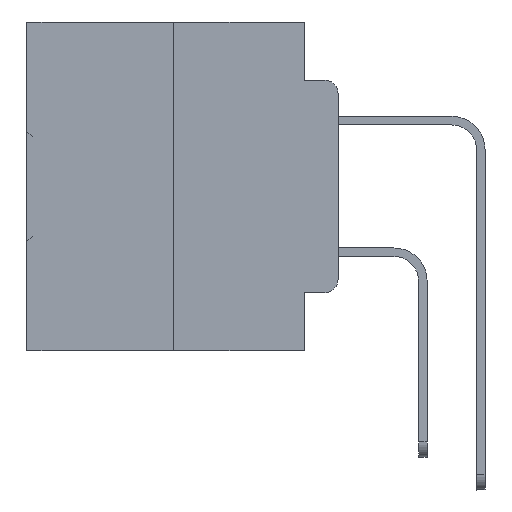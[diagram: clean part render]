
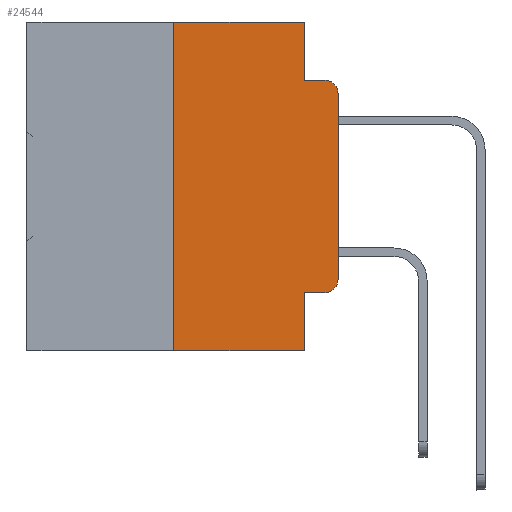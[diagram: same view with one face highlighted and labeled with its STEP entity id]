
A CAD part, left-side view. The second image highlights one B-rep face of the part: STEP entity #24544.
In plain terms, the highlighted planar face has unit normal (-1, 0, 0).
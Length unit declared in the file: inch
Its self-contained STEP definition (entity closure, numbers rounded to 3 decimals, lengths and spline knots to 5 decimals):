
#347 = VERTEX_POINT ( 'NONE', #15452 ) ;
#355 = EDGE_CURVE ( 'NONE', #1258, #34022, #21661, .T. ) ;
#588 = ORIENTED_EDGE ( 'NONE', *, *, #36563, .T. ) ;
#1258 = VERTEX_POINT ( 'NONE', #9672 ) ;
#1835 = LINE ( 'NONE', #27659, #32282 ) ;
#2138 = AXIS2_PLACEMENT_3D ( 'NONE', #17625, #37881, #20562 ) ;
#2472 = VECTOR ( 'NONE', #36536, 39.37008 ) ;
#3153 = ORIENTED_EDGE ( 'NONE', *, *, #20299, .T. ) ;
#3184 = LINE ( 'NONE', #19496, #24937 ) ;
#4152 = CARTESIAN_POINT ( 'NONE',  ( 0., 0.051, -0.0885 ) ) ;
#4240 = CIRCLE ( 'NONE', #23266, 0.02 ) ;
#4484 = VERTEX_POINT ( 'NONE', #25634 ) ;
#4793 = DIRECTION ( 'NONE',  ( 0., -1., 0. ) ) ;
#5381 = DIRECTION ( 'NONE',  ( 0., 0., -1. ) ) ;
#5393 = CIRCLE ( 'NONE', #2138, 0.02 ) ;
#5971 = CARTESIAN_POINT ( 'NONE',  ( 0., 0.02, -0.1085 ) ) ;
#6399 = EDGE_CURVE ( 'NONE', #1258, #31343, #24361, .T. ) ;
#6529 = VECTOR ( 'NONE', #27335, 39.37008 ) ;
#8386 = EDGE_CURVE ( 'NONE', #4484, #347, #26976, .T. ) ;
#8674 = VECTOR ( 'NONE', #5381, 39.37008 ) ;
#8977 = DIRECTION ( 'NONE',  ( 0., 0., -1. ) ) ;
#9249 = ORIENTED_EDGE ( 'NONE', *, *, #355, .T. ) ;
#9641 = CARTESIAN_POINT ( 'NONE',  ( 0., 0.473, 0. ) ) ;
#9672 = CARTESIAN_POINT ( 'NONE',  ( 0., 0.051, -0.4115 ) ) ;
#10339 = EDGE_CURVE ( 'NONE', #17826, #12665, #1835, .T. ) ;
#10627 = EDGE_CURVE ( 'NONE', #347, #17826, #29952, .T. ) ;
#12430 = AXIS2_PLACEMENT_3D ( 'NONE', #9641, #30168, #12568 ) ;
#12441 = CARTESIAN_POINT ( 'NONE',  ( 0., 0.051, 0. ) ) ;
#12568 = DIRECTION ( 'NONE',  ( 0., 0., -1. ) ) ;
#12665 = VERTEX_POINT ( 'NONE', #16377 ) ;
#12998 = DIRECTION ( 'NONE',  ( 0., 0., -1. ) ) ;
#13962 = CARTESIAN_POINT ( 'NONE',  ( 0., 0.02, -0.4115 ) ) ;
#14110 = CARTESIAN_POINT ( 'NONE',  ( 0., 0.051, -0.5 ) ) ;
#14323 = EDGE_CURVE ( 'NONE', #12665, #36702, #18347, .T. ) ;
#15452 = CARTESIAN_POINT ( 'NONE',  ( 0., 0.25, 0. ) ) ;
#16377 = CARTESIAN_POINT ( 'NONE',  ( 0., 0.051, -0.0885 ) ) ;
#16949 = DIRECTION ( 'NONE',  ( 0., -1., 0. ) ) ;
#17135 = CARTESIAN_POINT ( 'NONE',  ( 0., 0.051, -0.4115 ) ) ;
#17348 = DIRECTION ( 'NONE',  ( 0., 0., 1. ) ) ;
#17625 = CARTESIAN_POINT ( 'NONE',  ( 0., 0.02, -0.3915 ) ) ;
#17826 = VERTEX_POINT ( 'NONE', #12441 ) ;
#18347 = LINE ( 'NONE', #4152, #24248 ) ;
#18371 = EDGE_CURVE ( 'NONE', #31152, #36702, #4240, .T. ) ;
#19026 = DIRECTION ( 'NONE',  ( 0., -1., 0. ) ) ;
#19177 = ORIENTED_EDGE ( 'NONE', *, *, #10627, .F. ) ;
#19235 = CARTESIAN_POINT ( 'NONE',  ( 0., 0., -0.1085 ) ) ;
#19496 = CARTESIAN_POINT ( 'NONE',  ( 0., 0.473, -0.5 ) ) ;
#20279 = CARTESIAN_POINT ( 'NONE',  ( 0., 0., 0. ) ) ;
#20299 = EDGE_CURVE ( 'NONE', #25695, #31152, #20917, .T. ) ;
#20562 = DIRECTION ( 'NONE',  ( 0., 0., -1. ) ) ;
#20833 = EDGE_CURVE ( 'NONE', #4484, #31343, #3184, .T. ) ;
#20917 = LINE ( 'NONE', #20279, #35402 ) ;
#21453 = PLANE ( 'NONE',  #12430 ) ;
#21661 = LINE ( 'NONE', #17135, #35234 ) ;
#23266 = AXIS2_PLACEMENT_3D ( 'NONE', #5971, #26583, #8977 ) ;
#23961 = FACE_OUTER_BOUND ( 'NONE', #37665, .T. ) ;
#24248 = VECTOR ( 'NONE', #19026, 39.37008 ) ;
#24361 = LINE ( 'NONE', #28928, #8674 ) ;
#24442 = CARTESIAN_POINT ( 'NONE',  ( 0., 0.473, 0. ) ) ;
#24544 = ADVANCED_FACE ( 'NONE', ( #23961 ), #21453, .F. ) ;
#24752 = ORIENTED_EDGE ( 'NONE', *, *, #14323, .F. ) ;
#24937 = VECTOR ( 'NONE', #4793, 39.37008 ) ;
#25634 = CARTESIAN_POINT ( 'NONE',  ( 0., 0.25, -0.5 ) ) ;
#25695 = VERTEX_POINT ( 'NONE', #25919 ) ;
#25919 = CARTESIAN_POINT ( 'NONE',  ( 0., 0., -0.3915 ) ) ;
#26020 = ORIENTED_EDGE ( 'NONE', *, *, #10339, .F. ) ;
#26583 = DIRECTION ( 'NONE',  ( -1., 0., 0. ) ) ;
#26976 = LINE ( 'NONE', #33666, #2472 ) ;
#27335 = DIRECTION ( 'NONE',  ( 0., -1., 0. ) ) ;
#27659 = CARTESIAN_POINT ( 'NONE',  ( 0., 0.051, 0. ) ) ;
#27830 = ORIENTED_EDGE ( 'NONE', *, *, #8386, .F. ) ;
#28928 = CARTESIAN_POINT ( 'NONE',  ( 0., 0.051, 0. ) ) ;
#29796 = CARTESIAN_POINT ( 'NONE',  ( 0., 0.02, -0.0885 ) ) ;
#29952 = LINE ( 'NONE', #24442, #6529 ) ;
#30168 = DIRECTION ( 'NONE',  ( 1., 0., 0. ) ) ;
#30789 = ORIENTED_EDGE ( 'NONE', *, *, #20833, .T. ) ;
#31152 = VERTEX_POINT ( 'NONE', #19235 ) ;
#31270 = ORIENTED_EDGE ( 'NONE', *, *, #6399, .F. ) ;
#31343 = VERTEX_POINT ( 'NONE', #14110 ) ;
#32017 = ORIENTED_EDGE ( 'NONE', *, *, #18371, .T. ) ;
#32282 = VECTOR ( 'NONE', #12998, 39.37008 ) ;
#33666 = CARTESIAN_POINT ( 'NONE',  ( 0., 0.25, 0. ) ) ;
#34022 = VERTEX_POINT ( 'NONE', #13962 ) ;
#35234 = VECTOR ( 'NONE', #16949, 39.37008 ) ;
#35402 = VECTOR ( 'NONE', #17348, 39.37008 ) ;
#36536 = DIRECTION ( 'NONE',  ( 0., 0., 1. ) ) ;
#36563 = EDGE_CURVE ( 'NONE', #34022, #25695, #5393, .T. ) ;
#36702 = VERTEX_POINT ( 'NONE', #29796 ) ;
#37665 = EDGE_LOOP ( 'NONE', ( #3153, #32017, #24752, #26020, #19177, #27830, #30789, #31270, #9249, #588 ) ) ;
#37881 = DIRECTION ( 'NONE',  ( -1., 0., 0. ) ) ;
